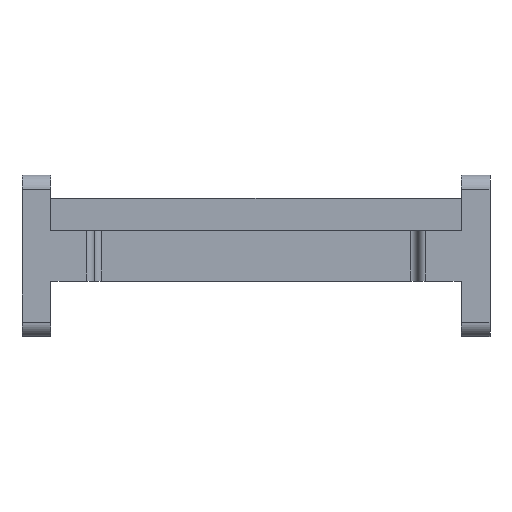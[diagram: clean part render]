
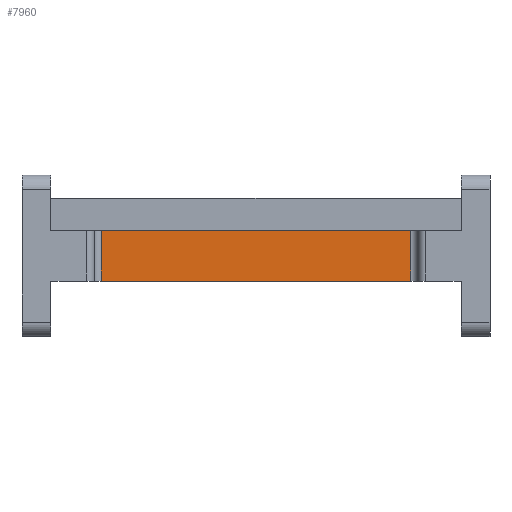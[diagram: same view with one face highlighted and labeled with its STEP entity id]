
A CAD part, top view. The second image highlights one B-rep face of the part: STEP entity #7960.
In plain terms, the highlighted planar face has unit normal (0, 0, 1).
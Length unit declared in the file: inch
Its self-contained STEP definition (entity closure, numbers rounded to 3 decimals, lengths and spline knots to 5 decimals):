
#2019 = EDGE_CURVE ( 'NONE', #28611, #22838, #35526, .T. ) ;
#2812 = VECTOR ( 'NONE', #26675, 39.37008 ) ;
#3812 = LINE ( 'NONE', #15049, #28505 ) ;
#4018 = CARTESIAN_POINT ( 'NONE',  ( -0.84583, 0.1378, 0.35433 ) ) ;
#4349 = CARTESIAN_POINT ( 'NONE',  ( -0.84583, -0.1378, 0.35433 ) ) ;
#4802 = LINE ( 'NONE', #19169, #8585 ) ;
#5538 = EDGE_LOOP ( 'NONE', ( #19990, #28787, #11413, #6970 ) ) ;
#6970 = ORIENTED_EDGE ( 'NONE', *, *, #2019, .T. ) ;
#7960 = ADVANCED_FACE ( 'NONE', ( #8651 ), #25256, .T. ) ;
#8585 = VECTOR ( 'NONE', #32837, 39.37008 ) ;
#8651 = FACE_OUTER_BOUND ( 'NONE', #5538, .T. ) ;
#10185 = CARTESIAN_POINT ( 'NONE',  ( -1.27953, -0.1378, 0.35433 ) ) ;
#10330 = VECTOR ( 'NONE', #21243, 39.37008 ) ;
#11413 = ORIENTED_EDGE ( 'NONE', *, *, #19042, .F. ) ;
#12305 = DIRECTION ( 'NONE',  ( 1., 0., 0. ) ) ;
#14191 = DIRECTION ( 'NONE',  ( 1., 0., 0. ) ) ;
#15049 = CARTESIAN_POINT ( 'NONE',  ( -0.88583, 0.1378, 0.35433 ) ) ;
#16708 = EDGE_CURVE ( 'NONE', #22838, #21030, #21608, .T. ) ;
#19042 = EDGE_CURVE ( 'NONE', #28611, #23809, #3812, .T. ) ;
#19169 = CARTESIAN_POINT ( 'NONE',  ( 0.84583, 0.1378, 0.35433 ) ) ;
#19990 = ORIENTED_EDGE ( 'NONE', *, *, #16708, .T. ) ;
#20080 = CARTESIAN_POINT ( 'NONE',  ( -0.88583, -0.44094, 0.35433 ) ) ;
#21030 = VERTEX_POINT ( 'NONE', #29350 ) ;
#21243 = DIRECTION ( 'NONE',  ( 1., 0., 0. ) ) ;
#21608 = LINE ( 'NONE', #10185, #10330 ) ;
#22838 = VERTEX_POINT ( 'NONE', #4349 ) ;
#23329 = AXIS2_PLACEMENT_3D ( 'NONE', #20080, #33918, #14191 ) ;
#23809 = VERTEX_POINT ( 'NONE', #35435 ) ;
#25256 = PLANE ( 'NONE',  #23329 ) ;
#26675 = DIRECTION ( 'NONE',  ( 0., -1., 0. ) ) ;
#28505 = VECTOR ( 'NONE', #12305, 39.37008 ) ;
#28611 = VERTEX_POINT ( 'NONE', #4018 ) ;
#28787 = ORIENTED_EDGE ( 'NONE', *, *, #29149, .T. ) ;
#29149 = EDGE_CURVE ( 'NONE', #21030, #23809, #4802, .T. ) ;
#29350 = CARTESIAN_POINT ( 'NONE',  ( 0.84583, -0.1378, 0.35433 ) ) ;
#32400 = CARTESIAN_POINT ( 'NONE',  ( -0.84583, -0.1378, 0.35433 ) ) ;
#32837 = DIRECTION ( 'NONE',  ( 0., 1., 0. ) ) ;
#33918 = DIRECTION ( 'NONE',  ( 0., 0., 1. ) ) ;
#35435 = CARTESIAN_POINT ( 'NONE',  ( 0.84583, 0.1378, 0.35433 ) ) ;
#35526 = LINE ( 'NONE', #32400, #2812 ) ;
